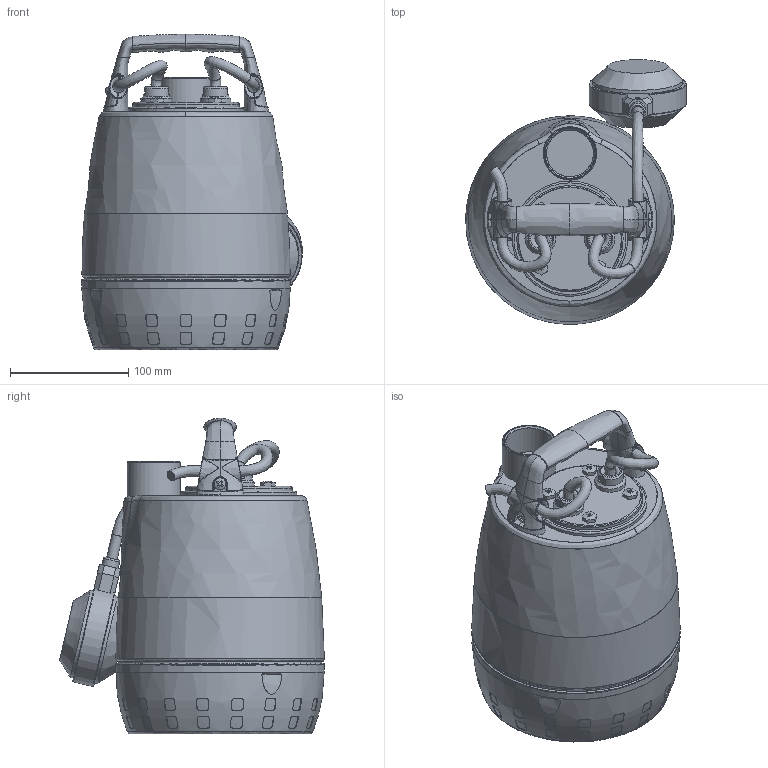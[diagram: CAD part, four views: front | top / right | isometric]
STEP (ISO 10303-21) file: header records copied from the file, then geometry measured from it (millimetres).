
FILE_DESCRIPTION(('STEP AP214'),'2;1');
FILE_NAME('4_93_388_01_REV00.stp','2012-12-13T08:48:54',(''),(''),'2011.1.114','THINKDESIGN','');
FILE_SCHEMA(('AUTOMOTIVE_DESIGN'));
Length unit declared in the file: millimetre
Products named in the file (2): None
Bounding box: 186.16 x 223.42 x 266.44 mm (x, y, z)
Volume: 359606.3 mm3; surface area: 296913.5 mm2
Topology: 12 solids, 12 shells, 1428 faces, 4617 edges, 3629 vertices
Faces by surface type: bspline 603, plane 458, cylinder 367
Full cylindrical faces by diameter (mm): 3.976 x1, 4.6 x2, 5 x4, 5.5 x4, 6.2 x2, 9 x1, 9.5 x2, 9.6 x2, 10 x2, 11.5 x2, 13.915 x1, 22 x2, 26 x2, 34 x1, 39.5 x1, 45 x1, 75.537 x2, 87.6 x1, 89.8 x1, 97.4 x1, 171.6 x1, 176 x1
Entity records: 168792 total; most frequent: CARTESIAN_POINT 126322, DIRECTION 4920, ORIENTED_EDGE 4672, EDGE_CURVE 2336, COMPOSITE_CURVE_SEGMENT 2258, B_SPLINE_CURVE_WITH_KNOTS 2001, AXIS2_PLACEMENT_3D 1722, VECTOR 1476
